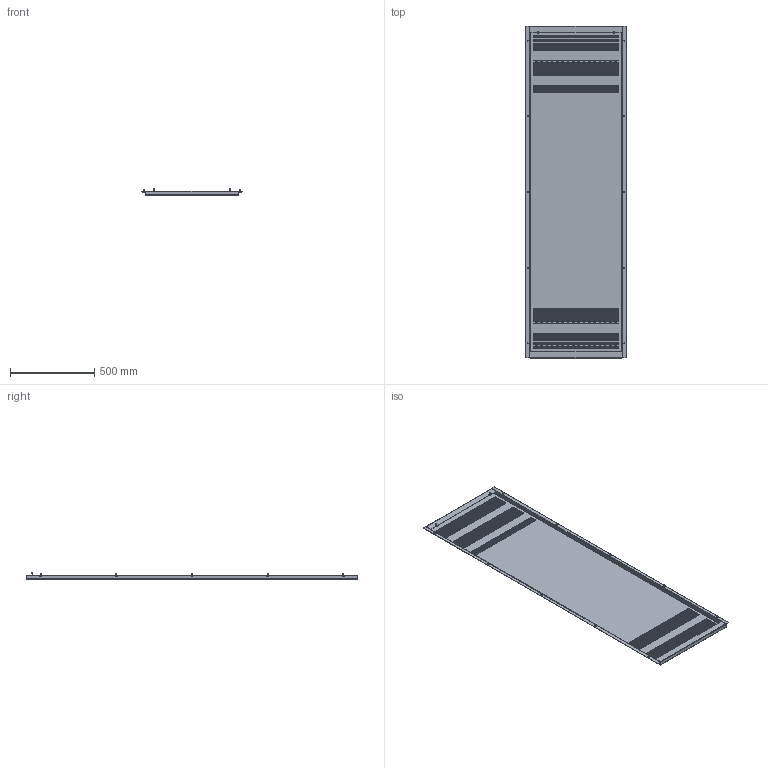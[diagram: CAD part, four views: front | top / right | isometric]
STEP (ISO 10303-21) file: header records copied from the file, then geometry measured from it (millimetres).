
FILE_DESCRIPTION(('STEP AP214'),'1');
FILE_NAME('cctmp_56BC68AD-CABB-45B8-A0F1-FEC2646C01AE_2025_04_04_09_18_10_0545..stp','2025-04-04T07:18:18',('SIEMENS A&D'),('CADClick - www.CADClick.com'),'Spatial InterOp 3D',' ','unknown authorization');
FILE_SCHEMA(('AUTOMOTIVE_DESIGN'));
Length unit declared in the file: millimetre
Products named in the file (1): 2025_04_04_09_18_10_0096
Bounding box: 597 x 1973 x 38 mm (x, y, z)
Volume: 1674691 mm3; surface area: 2850828.7 mm2
Topology: 1 solids, 1 shells, 9380 faces, 29822 edges, 18642 vertices
Faces by surface type: plane 9252, cylinder 80, cone 48
Entity records: 400106 total; most frequent: ORIENTED_EDGE 59644, CARTESIAN_POINT 57845, DIRECTION 48800, EDGE_CURVE 29822, LINE 29606, VECTOR 29606, VERTEX_POINT 18642, EDGE_LOOP 11250
